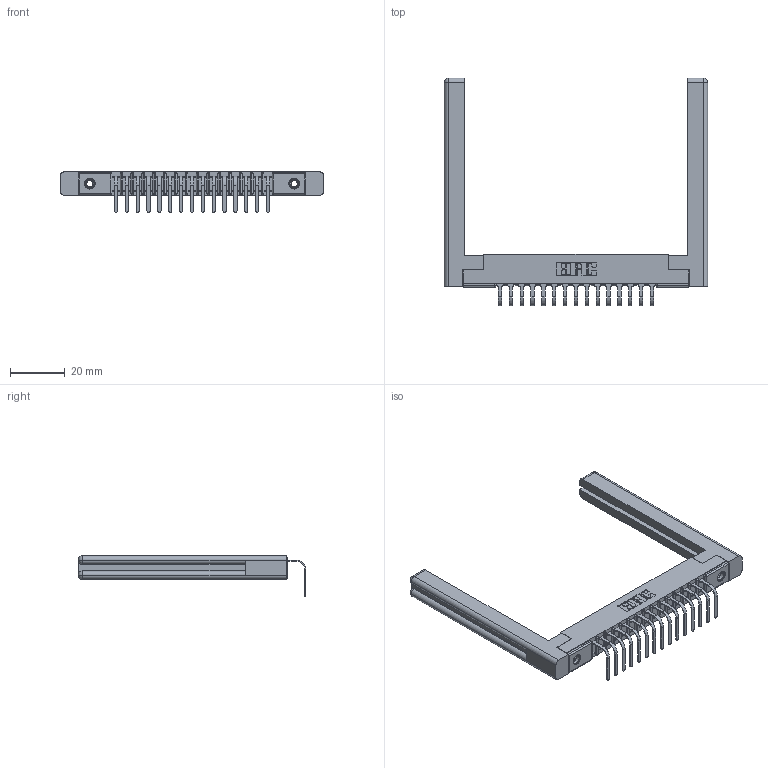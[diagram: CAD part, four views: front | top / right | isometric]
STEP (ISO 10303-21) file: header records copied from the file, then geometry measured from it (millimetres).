
FILE_DESCRIPTION (( 'STEP AP203' ), '1' );
FILE_NAME ('357-015-558-158.STEP', '2022-07-13T21:43:02', ( '' ), ( '' ), 'SwSTEP 2.0', 'SolidWorks 2020', '' );
FILE_SCHEMA (( 'CONFIG_CONTROL_DESIGN' ));
Length unit declared in the file: inch
Products named in the file (5): 307-290-001_558 - 2 (Single); 307 Part_.156 Dia Mounting Holes; 307-220-058; 357-015-558-158; 345-250-001_345-250-001-102
Assembly tree (20 placements, depth 2):
  357-015-558-158
    307 Part_.156 Dia Mounting Holes
    307-290-001_558 - 2 (Single)  x15
    307-220-058  x2
    345-250-001_345-250-001-102  x2
Bounding box: 96.06 x 83.1 x 14.81 mm (x, y, z)
Volume: 13861.8 mm3; surface area: 14970.5 mm2
Topology: 20 solids, 20 shells, 1176 faces, 3287 edges, 2114 vertices
Faces by surface type: plane 739, cylinder 381, sphere 32, torus 12, cone 12
Entity records: 18925 total; most frequent: CARTESIAN_POINT 3187, ORIENTED_EDGE 3112, DIRECTION 3076, EDGE_CURVE 1556, VECTOR 1178, LINE 1178, VERTEX_POINT 1006, AXIS2_PLACEMENT_3D 949
